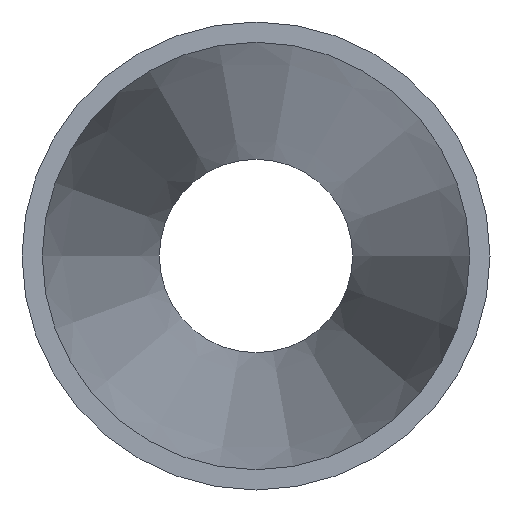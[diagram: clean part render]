
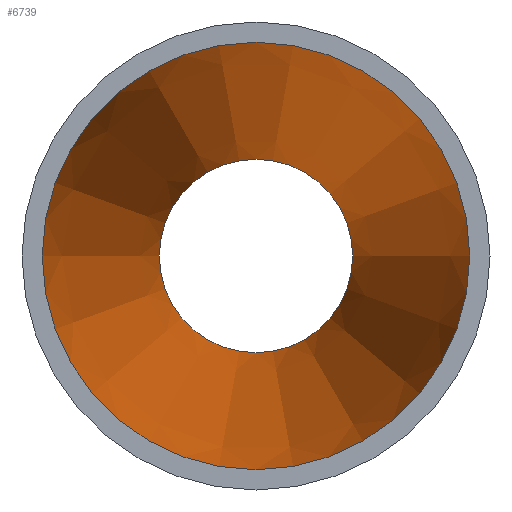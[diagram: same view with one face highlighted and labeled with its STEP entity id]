
A CAD part, left-side view. The second image highlights one B-rep face of the part: STEP entity #6739.
In plain terms, the highlighted conical face has half-angle 7.125 degrees and reference radius 12.636 mm.
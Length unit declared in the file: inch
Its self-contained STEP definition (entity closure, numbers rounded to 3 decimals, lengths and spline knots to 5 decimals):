
#98=FACE_BOUND('',#1204,.T.);
#799=FACE_OUTER_BOUND('',#1203,.T.);
#1203=EDGE_LOOP('',(#6303));
#1204=EDGE_LOOP('',(#6304));
#2310=CIRCLE('',#7125,0.31);
#2311=CIRCLE('',#7127,0.685);
#3310=VERTEX_POINT('',#14632);
#3311=VERTEX_POINT('',#14635);
#4310=EDGE_CURVE('',#3310,#3310,#2310,.T.);
#4311=EDGE_CURVE('',#3311,#3311,#2311,.T.);
#6303=ORIENTED_EDGE('',*,*,#4311,.F.);
#6304=ORIENTED_EDGE('',*,*,#4310,.T.);
#6345=CONICAL_SURFACE('',#7126,0.4975,7.125);
#6739=ADVANCED_FACE('',(#799,#98),#6345,.F.);
#7125=AXIS2_PLACEMENT_3D('',#14633,#8377,#8378);
#7126=AXIS2_PLACEMENT_3D('',#14634,#8379,#8380);
#7127=AXIS2_PLACEMENT_3D('',#14636,#8381,#8382);
#8377=DIRECTION('center_axis',(1.,0.,0.));
#8378=DIRECTION('ref_axis',(0.,-1.,0.));
#8379=DIRECTION('center_axis',(-1.,0.,0.));
#8380=DIRECTION('ref_axis',(0.,-1.,0.));
#8381=DIRECTION('center_axis',(1.,0.,0.));
#8382=DIRECTION('ref_axis',(0.,-1.,0.));
#14632=CARTESIAN_POINT('',(3.,-0.31,0.));
#14633=CARTESIAN_POINT('Origin',(3.,0.,0.));
#14634=CARTESIAN_POINT('Origin',(1.5,0.,0.));
#14635=CARTESIAN_POINT('',(0.,-0.685,0.));
#14636=CARTESIAN_POINT('Origin',(0.,0.,0.));
